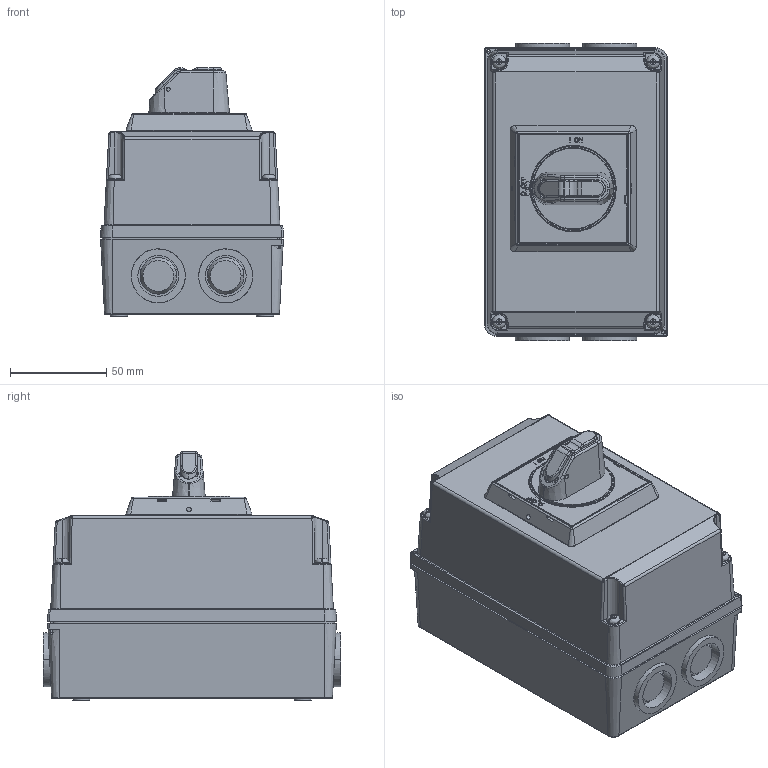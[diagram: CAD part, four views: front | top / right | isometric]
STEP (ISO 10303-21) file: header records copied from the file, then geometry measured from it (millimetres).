
FILE_DESCRIPTION((''),'2;1');
FILE_NAME('OTDCP16S11M_SR','2019-09-18T',('FIARHAN3'),(''),'CREO PARAMETRIC BY PTC INC, 2017480','CREO PARAMETRIC BY PTC INC, 2017480','');
FILE_SCHEMA(('AUTOMOTIVE_DESIGN { 1 0 10303 214 1 1 1 1 }'));
Products named in the file (1): OTDCP16S11M_SR
Bounding box: 95 x 154.36 x 129.1 mm (x, y, z)
Volume: 1301247.1 mm3; surface area: 85700.2 mm2
Topology: 1 solids, 68 shells, 1737 faces, 4462 edges, 2873 vertices
Faces by surface type: plane 1159, cylinder 280, bspline 146, cone 57, extrusion 48, torus 46, sphere 1
Entity records: 76012 total; most frequent: CARTESIAN_POINT 24446, ORIENTED_EDGE 8858, DIRECTION 7798, EDGE_CURVE 4429, VECTOR 2918, VERTEX_POINT 2873, LINE 2870, AXIS2_PLACEMENT_3D 2440
